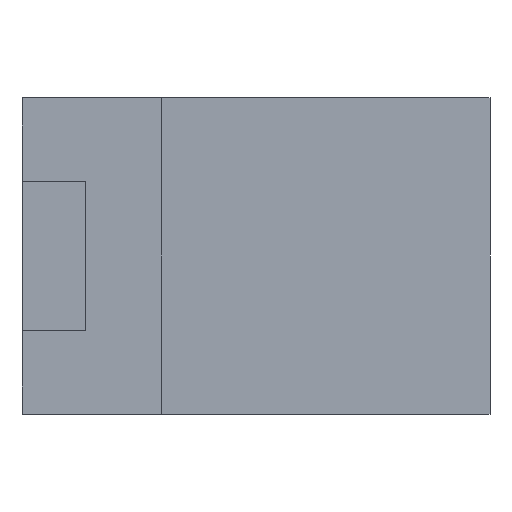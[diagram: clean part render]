
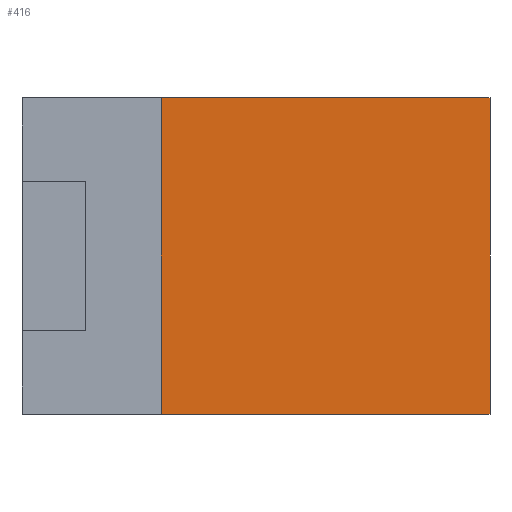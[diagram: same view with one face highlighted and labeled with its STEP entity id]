
A CAD part, front view. The second image highlights one B-rep face of the part: STEP entity #416.
In plain terms, the highlighted planar face has unit normal (0, -1, 0).
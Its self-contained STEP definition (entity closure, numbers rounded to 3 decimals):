
#17=DIRECTION('',(0.,0.,-1.));
#18=VECTOR('',#17,6.35);
#19=CARTESIAN_POINT('',(-1.905,0.,3.175));
#20=LINE('',#19,#18);
#21=DIRECTION('',(1.,0.,0.));
#22=VECTOR('',#21,6.6);
#23=CARTESIAN_POINT('',(-1.905,0.,3.175));
#24=LINE('',#23,#22);
#25=DIRECTION('',(0.,0.,-1.));
#26=VECTOR('',#25,6.35);
#27=CARTESIAN_POINT('',(4.695,0.,3.175));
#28=LINE('',#27,#26);
#29=DIRECTION('',(-1.,0.,0.));
#30=VECTOR('',#29,6.6);
#31=CARTESIAN_POINT('',(4.695,0.,-3.175));
#32=LINE('',#31,#30);
#289=CARTESIAN_POINT('',(4.695,0.,3.175));
#290=CARTESIAN_POINT('',(4.695,0.,-3.175));
#291=VERTEX_POINT('',#289);
#292=VERTEX_POINT('',#290);
#367=CARTESIAN_POINT('',(-1.905,0.,3.175));
#368=CARTESIAN_POINT('',(-1.905,0.,-3.175));
#369=VERTEX_POINT('',#367);
#370=VERTEX_POINT('',#368);
#401=CARTESIAN_POINT('',(0.,0.,0.));
#402=DIRECTION('',(0.,1.,0.));
#403=DIRECTION('',(1.,0.,0.));
#404=AXIS2_PLACEMENT_3D('',#401,#402,#403);
#405=PLANE('',#404);
#407=ORIENTED_EDGE('',*,*,#406,.F.);
#409=ORIENTED_EDGE('',*,*,#408,.T.);
#411=ORIENTED_EDGE('',*,*,#410,.T.);
#413=ORIENTED_EDGE('',*,*,#412,.T.);
#414=EDGE_LOOP('',(#407,#409,#411,#413));
#415=FACE_OUTER_BOUND('',#414,.F.);
#406=EDGE_CURVE('',#369,#370,#20,.T.);
#408=EDGE_CURVE('',#369,#291,#24,.T.);
#410=EDGE_CURVE('',#291,#292,#28,.T.);
#412=EDGE_CURVE('',#292,#370,#32,.T.);
#416=ADVANCED_FACE('',(#415),#405,.F.);
